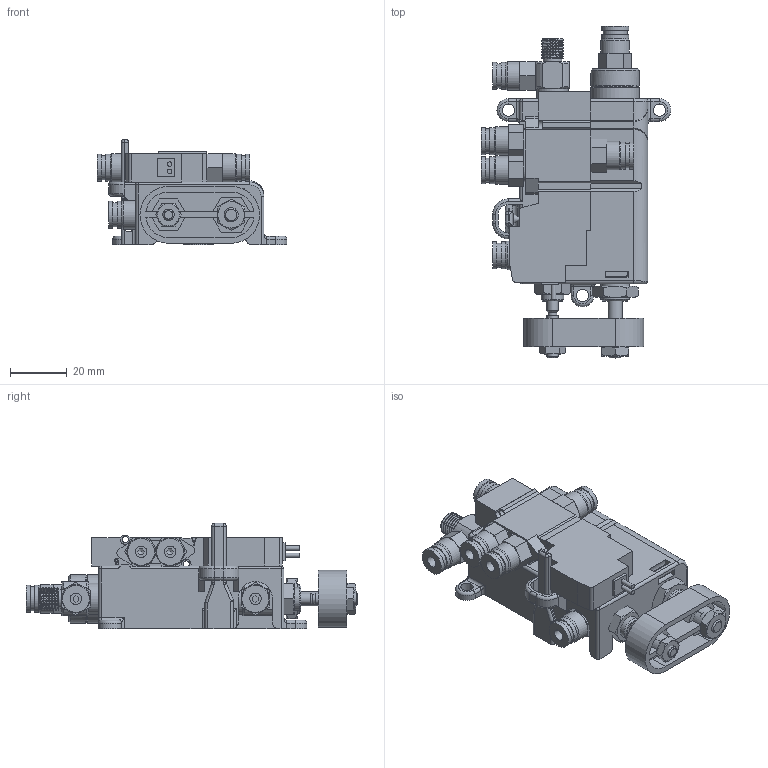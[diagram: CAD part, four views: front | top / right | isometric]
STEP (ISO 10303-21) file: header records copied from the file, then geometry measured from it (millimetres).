
FILE_DESCRIPTION(/* description */ (''),/* implementation_level */ '2;1');
FILE_NAME(/* name */ 'dual_stroke_vacuum_generator.step',/* time_stamp */ '2025-10-20T11:43:43+07:00',/* author */ (''),/* organization */ (''),/* preprocessor_version */ 'ST-DEVELOPER v20.1',/* originating_system */ 'Autodesk Translation Framework v14.17.0.0',/* authorisation */ '');
FILE_SCHEMA (('AUTOMOTIVE_DESIGN { 1 0 10303 214 3 1 1 }'));
Length unit declared in the file: millimetre
Products named in the file (28): Untitled; CJ2E10-30Z; TUBE1_10; COVER_ROD_10; COVER_HEAD_B10; ROD1_10; MOUNT_NUT_10; HEX_NUT_WASHER_M4; Ø4 x M5 - CONEXÃO RETA (C02250405); Component8; Assembly; PBDAS16X30-asm1; PBDAS16X30-prt0; PBDAS16X30-prt1; PBDAS16X30-prt2; PBDAS16X30-prt3; PBDAS16X30-asm2; PBDAS16X30-prt4; PBDAS16X30-prt5; Ø4 x M5 - CONEXÃO RETA (C02250405)_1; 30-SY3120-5G-M5; SY3120-5G-M5_B; Ø4 x M5 - CONEXÃO RETA (C02250405)_2; Component1; Component2; CaseOutline; CBHMSN ANSI B18.6.3 - 6-40 Steel Grade 2H Plain; CBHMSN ANSI B18.6.3 - 10-32 Steel Grade 2H Plain
Assembly tree (30 placements, depth 4):
  Untitled
    CJ2E10-30Z
      TUBE1_10
      COVER_ROD_10
      COVER_HEAD_B10
      ROD1_10
      MOUNT_NUT_10
      HEX_NUT_WASHER_M4  x2
      Ø4 x M5 - CONEXÃO RETA (C02250405)
      Component8
    Assembly
      PBDAS16X30-asm1
        PBDAS16X30-prt0
        PBDAS16X30-prt1
        PBDAS16X30-prt2
        PBDAS16X30-prt3
      PBDAS16X30-asm2
        PBDAS16X30-prt4
        PBDAS16X30-prt5
      Ø4 x M5 - CONEXÃO RETA (C02250405)_1
    30-SY3120-5G-M5
      SY3120-5G-M5_B
      Ø4 x M5 - CONEXÃO RETA (C02250405)_2  x3
    Component1
    Component2
    CaseOutline
    CBHMSN ANSI B18.6.3 - 6-40 Steel Grade 2H Plain
    CBHMSN ANSI B18.6.3 - 10-32 Steel Grade 2H Plain
Bounding box: 66.5 x 116.5 x 37 mm (x, y, z)
Volume: 61287.1 mm3; surface area: 51868 mm2
Topology: 24 solids, 24 shells, 941 faces, 2287 edges, 1462 vertices
Faces by surface type: plane 538, cylinder 259, cone 114, torus 14, bspline 9, sphere 7
Full cylindrical faces by diameter (mm): 1.5 x2, 1.6 x2, 2.2 x2, 2.459 x2, 2.921 x1, 3 x1, 3.5 x2, 4 x13, 4.064 x1, 4.134 x5, 4.15 x1, 4.2 x2, 4.3 x3, 5 x14, 6 x1, 6.5 x1, 6.9 x2, 6.917 x6, 8 x9, 8.5 x6, 9.5 x12, 10 x10, 11 x1, 16 x4, 16.4 x2, 17 x2
Entity records: 27661 total; most frequent: CARTESIAN_POINT 6315, DIRECTION 4305, ORIENTED_EDGE 4176, EDGE_CURVE 2088, AXIS2_PLACEMENT_3D 1527, VERTEX_POINT 1345, LINE 1251, VECTOR 1251
